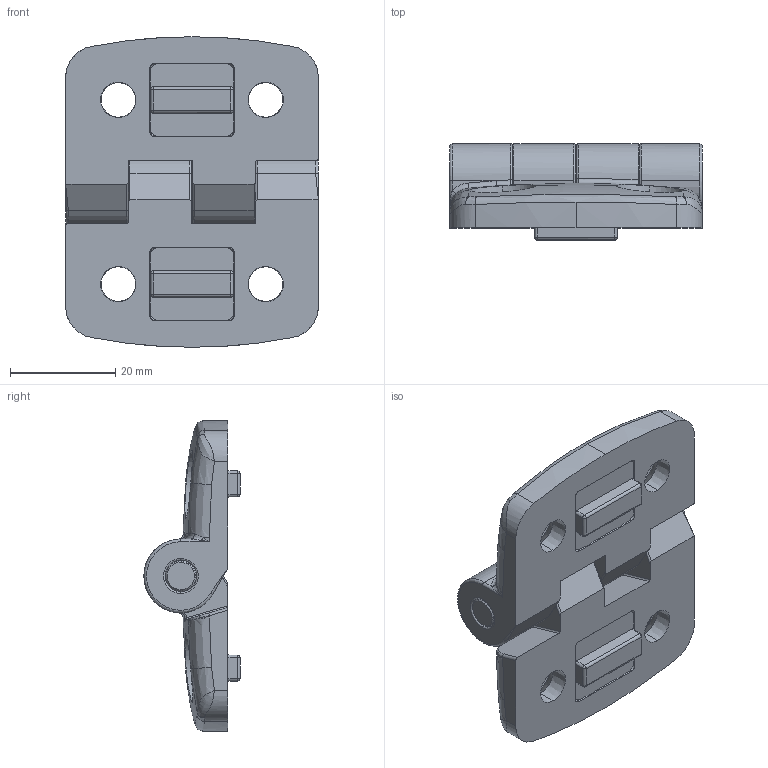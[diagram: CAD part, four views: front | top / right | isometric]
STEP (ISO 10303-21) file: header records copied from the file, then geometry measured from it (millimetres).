
FILE_DESCRIPTION (( 'STEP AP203' ), '1' );
FILE_NAME ('151209.step', '2021-06-03T16:36:24', ( '' ), ( '' ), 'SwSTEP 2.0', 'SolidWorks 2021', '' );
FILE_SCHEMA (( 'CONFIG_CONTROL_DESIGN' ));
Length unit declared in the file: millimetre
Products named in the file (1): 151209
Bounding box: 48 x 18.25 x 59 mm (x, y, z)
Volume: 21108.7 mm3; surface area: 12749.7 mm2
Topology: 5 solids, 5 shells, 649 faces, 1606 edges, 933 vertices
Faces by surface type: plane 248, cylinder 187, bspline 78, torus 64, cone 54, sphere 18
Entity records: 23556 total; most frequent: CARTESIAN_POINT 9019, ORIENTED_EDGE 3136, DIRECTION 2917, EDGE_CURVE 1568, AXIS2_PLACEMENT_3D 1119, VERTEX_POINT 933, LINE 679, VECTOR 679
